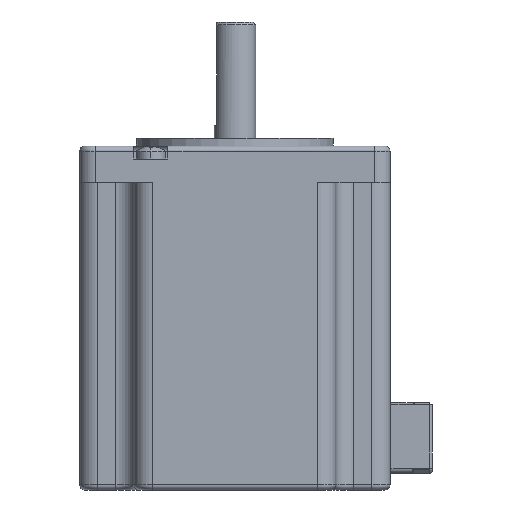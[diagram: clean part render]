
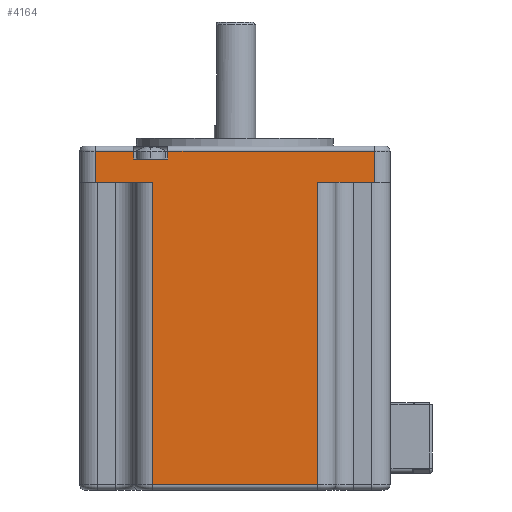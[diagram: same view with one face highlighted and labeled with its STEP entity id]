
A CAD part, left-side view. The second image highlights one B-rep face of the part: STEP entity #4164.
In plain terms, the highlighted planar face has unit normal (-1, 0, 0).
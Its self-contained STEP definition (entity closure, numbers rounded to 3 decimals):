
#152=DIRECTION('',(0.,1.,0.));
#153=VECTOR('',#152,7.45);
#154=CARTESIAN_POINT('',(-30.,19.55,65.5));
#155=LINE('',#154,#153);
#169=DIRECTION('',(0.,1.,0.));
#170=VECTOR('',#169,39.95);
#171=CARTESIAN_POINT('',(-30.,-27.,65.5));
#172=LINE('',#171,#170);
#311=DIRECTION('',(0.,0.,-1.));
#312=VECTOR('',#311,6.);
#313=CARTESIAN_POINT('',(-30.,27.,65.5));
#314=LINE('',#313,#312);
#319=DIRECTION('',(0.,1.,0.));
#320=VECTOR('',#319,11.);
#321=CARTESIAN_POINT('',(-30.,16.,59.5));
#322=LINE('',#321,#320);
#323=DIRECTION('',(0.,0.,-1.));
#324=VECTOR('',#323,1.5);
#325=CARTESIAN_POINT('',(-30.,19.55,65.5));
#326=LINE('',#325,#324);
#327=DIRECTION('',(0.,-1.,0.));
#328=VECTOR('',#327,6.6);
#329=CARTESIAN_POINT('',(-30.,19.55,64.));
#330=LINE('',#329,#328);
#331=DIRECTION('',(0.,0.,1.));
#332=VECTOR('',#331,1.5);
#333=CARTESIAN_POINT('',(-30.,12.95,64.));
#334=LINE('',#333,#332);
#335=DIRECTION('',(0.,1.,0.));
#336=VECTOR('',#335,11.);
#337=CARTESIAN_POINT('',(-30.,-27.,59.5));
#338=LINE('',#337,#336);
#343=DIRECTION('',(0.,0.,-1.));
#344=VECTOR('',#343,58.5);
#345=CARTESIAN_POINT('',(-30.,16.,59.5));
#346=LINE('',#345,#344);
#503=DIRECTION('',(0.,0.,1.));
#504=VECTOR('',#503,58.5);
#505=CARTESIAN_POINT('',(-30.,-16.,1.));
#506=LINE('',#505,#504);
#553=DIRECTION('',(0.,0.,1.));
#554=VECTOR('',#553,6.);
#555=CARTESIAN_POINT('',(-30.,-27.,59.5));
#556=LINE('',#555,#554);
#939=DIRECTION('',(0.,-1.,0.));
#940=VECTOR('',#939,32.);
#941=CARTESIAN_POINT('',(-30.,16.,1.));
#942=LINE('',#941,#940);
#2959=CARTESIAN_POINT('',(-30.,19.55,65.5));
#2960=VERTEX_POINT('',#2959);
#2961=CARTESIAN_POINT('',(-30.,27.,65.5));
#2962=VERTEX_POINT('',#2961);
#2963=CARTESIAN_POINT('',(-30.,19.55,64.));
#2964=VERTEX_POINT('',#2963);
#2965=CARTESIAN_POINT('',(-30.,12.95,64.));
#2966=VERTEX_POINT('',#2965);
#2971=CARTESIAN_POINT('',(-30.,12.95,65.5));
#2972=VERTEX_POINT('',#2971);
#2973=CARTESIAN_POINT('',(-30.,-27.,65.5));
#2974=VERTEX_POINT('',#2973);
#3023=CARTESIAN_POINT('',(-30.,27.,59.5));
#3024=VERTEX_POINT('',#3023);
#3027=CARTESIAN_POINT('',(-30.,16.,59.5));
#3028=CARTESIAN_POINT('',(-30.,16.,1.));
#3029=VERTEX_POINT('',#3027);
#3030=VERTEX_POINT('',#3028);
#3031=CARTESIAN_POINT('',(-30.,-27.,59.5));
#3032=VERTEX_POINT('',#3031);
#3033=CARTESIAN_POINT('',(-30.,-16.,59.5));
#3034=VERTEX_POINT('',#3033);
#3035=CARTESIAN_POINT('',(-30.,-16.,1.));
#3036=VERTEX_POINT('',#3035);
#4136=CARTESIAN_POINT('',(-30.,30.,0.));
#4137=DIRECTION('',(-1.,0.,0.));
#4138=DIRECTION('',(0.,-1.,0.));
#4139=AXIS2_PLACEMENT_3D('',#4136,#4137,#4138);
#4140=PLANE('',#4139);
#4142=ORIENTED_EDGE('',*,*,#4141,.F.);
#4144=ORIENTED_EDGE('',*,*,#4143,.T.);
#4145=ORIENTED_EDGE('',*,*,#4127,.F.);
#4146=ORIENTED_EDGE('',*,*,#3956,.F.);
#4148=ORIENTED_EDGE('',*,*,#4147,.T.);
#4150=ORIENTED_EDGE('',*,*,#4149,.T.);
#4152=ORIENTED_EDGE('',*,*,#4151,.T.);
#4153=ORIENTED_EDGE('',*,*,#3974,.F.);
#4155=ORIENTED_EDGE('',*,*,#4154,.F.);
#4157=ORIENTED_EDGE('',*,*,#4156,.T.);
#4159=ORIENTED_EDGE('',*,*,#4158,.F.);
#4161=ORIENTED_EDGE('',*,*,#4160,.F.);
#4162=EDGE_LOOP('',(#4142,#4144,#4145,#4146,#4148,#4150,#4152,#4153,#4155,#4157,
#4159,#4161));
#4163=FACE_OUTER_BOUND('',#4162,.F.);
#4164=ADVANCED_FACE('',(#4163),#4140,.T.);
#3956=EDGE_CURVE('',#2960,#2962,#155,.T.);
#3974=EDGE_CURVE('',#2974,#2972,#172,.T.);
#4127=EDGE_CURVE('',#2962,#3024,#314,.T.);
#4141=EDGE_CURVE('',#3029,#3030,#346,.T.);
#4143=EDGE_CURVE('',#3029,#3024,#322,.T.);
#4147=EDGE_CURVE('',#2960,#2964,#326,.T.);
#4149=EDGE_CURVE('',#2964,#2966,#330,.T.);
#4151=EDGE_CURVE('',#2966,#2972,#334,.T.);
#4154=EDGE_CURVE('',#3032,#2974,#556,.T.);
#4156=EDGE_CURVE('',#3032,#3034,#338,.T.);
#4158=EDGE_CURVE('',#3036,#3034,#506,.T.);
#4160=EDGE_CURVE('',#3030,#3036,#942,.T.);
